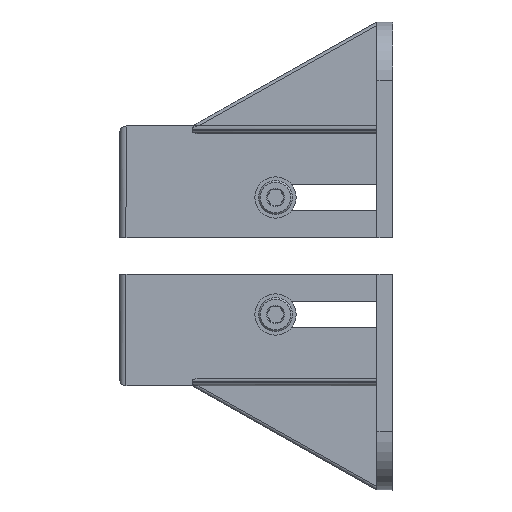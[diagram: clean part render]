
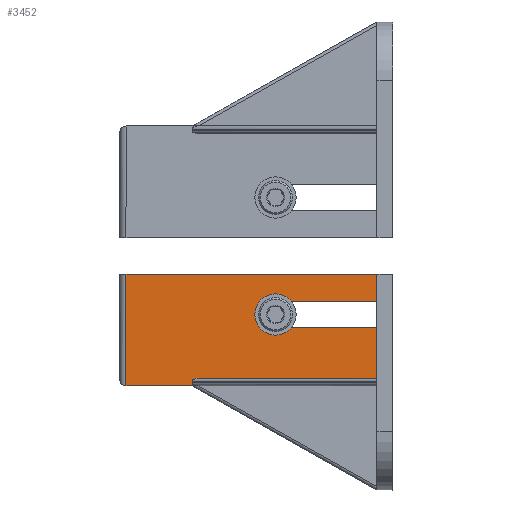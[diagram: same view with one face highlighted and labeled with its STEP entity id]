
A CAD part, left-side view. The second image highlights one B-rep face of the part: STEP entity #3452.
In plain terms, the highlighted planar face has unit normal (-1, 0, 0).
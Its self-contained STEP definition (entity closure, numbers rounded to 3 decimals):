
#61 = CARTESIAN_POINT ( 'NONE',  ( -46.655, 77.782, -18.627 ) ) ;
#69 = CARTESIAN_POINT ( 'NONE',  ( -46.655, 137.782, 13.873 ) ) ;
#197 = ORIENTED_EDGE ( 'NONE', *, *, #726, .F. ) ;
#372 = DIRECTION ( 'NONE',  ( 0., 0., 1. ) ) ;
#422 = CARTESIAN_POINT ( 'NONE',  ( -46.655, 109.782, -39.327 ) ) ;
#423 = DIRECTION ( 'NONE',  ( 0., -1., 0. ) ) ;
#427 = VERTEX_POINT ( 'NONE', #5920 ) ;
#445 = CARTESIAN_POINT ( 'NONE',  ( -46.655, 107.337, -38.127 ) ) ;
#457 = CARTESIAN_POINT ( 'NONE',  ( -46.655, 38.782, -8.627 ) ) ;
#621 = AXIS2_PLACEMENT_3D ( 'NONE', #69, #5366, #684 ) ;
#641 = VERTEX_POINT ( 'NONE', #4293 ) ;
#684 = DIRECTION ( 'NONE',  ( 0., 0., -1. ) ) ;
#710 = EDGE_LOOP ( 'NONE', ( #3482, #7186, #3055, #799, #6546, #4566, #6837, #1363, #7539, #6378, #2159, #4494, #197, #6999 ) ) ;
#726 = EDGE_CURVE ( 'NONE', #641, #1272, #913, .T. ) ;
#745 = DIRECTION ( 'NONE',  ( 0., 0., -1. ) ) ;
#799 = ORIENTED_EDGE ( 'NONE', *, *, #1562, .F. ) ;
#866 = VECTOR ( 'NONE', #7229, 1000. ) ;
#913 = LINE ( 'NONE', #3257, #4684 ) ;
#931 = DIRECTION ( 'NONE',  ( 0., 0., -1. ) ) ;
#1104 = VECTOR ( 'NONE', #3460, 1000. ) ;
#1140 = DIRECTION ( 'NONE',  ( 0., -1., 0. ) ) ;
#1211 = CARTESIAN_POINT ( 'NONE',  ( -46.655, 109.782, -39.327 ) ) ;
#1272 = VERTEX_POINT ( 'NONE', #6686 ) ;
#1363 = ORIENTED_EDGE ( 'NONE', *, *, #7182, .F. ) ;
#1371 = CARTESIAN_POINT ( 'NONE',  ( -46.655, 109.782, -39.927 ) ) ;
#1387 =( BOUNDED_CURVE ( )  B_SPLINE_CURVE ( 3, ( #2956, #5302, #6471, #1211 ),
 .UNSPECIFIED., .F., .T. ) 
 B_SPLINE_CURVE_WITH_KNOTS ( ( 4, 4 ),
 ( 1.571, 3.142 ),
 .UNSPECIFIED. ) 
 CURVE ( )  GEOMETRIC_REPRESENTATION_ITEM ( )  RATIONAL_B_SPLINE_CURVE ( ( 1., 0.805, 0.805, 1. ) ) 
 REPRESENTATION_ITEM ( '' )  );
#1562 = EDGE_CURVE ( 'NONE', #2282, #2595, #5795, .T. ) ;
#1640 = CARTESIAN_POINT ( 'NONE',  ( -46.655, 135.282, -41.127 ) ) ;
#1886 = LINE ( 'NONE', #4234, #2441 ) ;
#1927 = LINE ( 'NONE', #5468, #866 ) ;
#2062 = VECTOR ( 'NONE', #372, 1000. ) ;
#2075 = CIRCLE ( 'NONE', #3183, 5. ) ;
#2159 = ORIENTED_EDGE ( 'NONE', *, *, #7323, .F. ) ;
#2237 = CARTESIAN_POINT ( 'NONE',  ( -46.655, 77.782, -8.627 ) ) ;
#2249 = LINE ( 'NONE', #5176, #2062 ) ;
#2282 = VERTEX_POINT ( 'NONE', #7223 ) ;
#2295 = FACE_OUTER_BOUND ( 'NONE', #710, .T. ) ;
#2441 = VECTOR ( 'NONE', #745, 1000. ) ;
#2445 = PLANE ( 'NONE',  #621 ) ;
#2594 = CARTESIAN_POINT ( 'NONE',  ( -46.655, 38.782, -21.127 ) ) ;
#2595 = VERTEX_POINT ( 'NONE', #3537 ) ;
#2737 = VERTEX_POINT ( 'NONE', #4992 ) ;
#2874 = DIRECTION ( 'NONE',  ( 0., 0., -1. ) ) ;
#2943 = LINE ( 'NONE', #61, #3569 ) ;
#2956 = CARTESIAN_POINT ( 'NONE',  ( -46.655, 107.337, -38.127 ) ) ;
#3055 = ORIENTED_EDGE ( 'NONE', *, *, #4996, .F. ) ;
#3183 = AXIS2_PLACEMENT_3D ( 'NONE', #3856, #6188, #931 ) ;
#3257 = CARTESIAN_POINT ( 'NONE',  ( -46.655, 38.782, 1.873 ) ) ;
#3280 = CARTESIAN_POINT ( 'NONE',  ( -46.655, 38.782, -18.627 ) ) ;
#3344 = CARTESIAN_POINT ( 'NONE',  ( -46.655, 135.282, 1.873 ) ) ;
#3356 = LINE ( 'NONE', #5695, #6119 ) ;
#3381 = LINE ( 'NONE', #3344, #5761 ) ;
#3452 = ADVANCED_FACE ( 'NONE', ( #2295 ), #2445, .T. ) ;
#3460 = DIRECTION ( 'NONE',  ( 0., -1., 0. ) ) ;
#3482 = ORIENTED_EDGE ( 'NONE', *, *, #5367, .F. ) ;
#3537 = CARTESIAN_POINT ( 'NONE',  ( -46.655, 109.782, -39.927 ) ) ;
#3544 = EDGE_CURVE ( 'NONE', #3756, #2282, #1387, .T. ) ;
#3569 = VECTOR ( 'NONE', #4714, 1000. ) ;
#3724 = CARTESIAN_POINT ( 'NONE',  ( -46.655, 109.782, -40.63 ) ) ;
#3737 = EDGE_CURVE ( 'NONE', #4711, #1272, #2249, .T. ) ;
#3756 = VERTEX_POINT ( 'NONE', #445 ) ;
#3856 = CARTESIAN_POINT ( 'NONE',  ( -46.655, 77.782, -13.627 ) ) ;
#3937 = VECTOR ( 'NONE', #2874, 1000. ) ;
#4050 = DIRECTION ( 'NONE',  ( 0., 0., -1. ) ) ;
#4234 = CARTESIAN_POINT ( 'NONE',  ( -46.655, 38.782, -18.627 ) ) ;
#4293 = CARTESIAN_POINT ( 'NONE',  ( -46.655, 38.782, 1.873 ) ) ;
#4494 = ORIENTED_EDGE ( 'NONE', *, *, #3737, .T. ) ;
#4566 = ORIENTED_EDGE ( 'NONE', *, *, #6402, .T. ) ;
#4604 = CARTESIAN_POINT ( 'NONE',  ( -46.655, 107.337, -38.127 ) ) ;
#4684 = VECTOR ( 'NONE', #4050, 1000. ) ;
#4711 = VERTEX_POINT ( 'NONE', #457 ) ;
#4714 = DIRECTION ( 'NONE',  ( 0., -1., 0. ) ) ;
#4913 = CARTESIAN_POINT ( 'NONE',  ( -46.655, 108.769, -41.127 ) ) ;
#4992 = CARTESIAN_POINT ( 'NONE',  ( -46.655, 135.282, 1.873 ) ) ;
#4996 = EDGE_CURVE ( 'NONE', #2595, #427, #6641, .T. ) ;
#5104 = CARTESIAN_POINT ( 'NONE',  ( -46.655, 135.282, -41.127 ) ) ;
#5176 = CARTESIAN_POINT ( 'NONE',  ( -46.655, 38.782, -8.627 ) ) ;
#5189 = EDGE_CURVE ( 'NONE', #6737, #5492, #2943, .T. ) ;
#5302 = CARTESIAN_POINT ( 'NONE',  ( -46.655, 108.769, -38.127 ) ) ;
#5366 = DIRECTION ( 'NONE',  ( -1., 0., 0. ) ) ;
#5367 = EDGE_CURVE ( 'NONE', #6338, #2737, #1927, .T. ) ;
#5387 = VECTOR ( 'NONE', #7187, 1000. ) ;
#5468 = CARTESIAN_POINT ( 'NONE',  ( -46.655, 135.282, -41.127 ) ) ;
#5479 = VERTEX_POINT ( 'NONE', #5667 ) ;
#5492 = VERTEX_POINT ( 'NONE', #3280 ) ;
#5540 = VERTEX_POINT ( 'NONE', #6301 ) ;
#5581 = LINE ( 'NONE', #2594, #5387 ) ;
#5615 = DIRECTION ( 'NONE',  ( 0., 1., 0. ) ) ;
#5664 = VECTOR ( 'NONE', #1140, 1000. ) ;
#5667 = CARTESIAN_POINT ( 'NONE',  ( -46.655, 38.782, -38.127 ) ) ;
#5679 = LINE ( 'NONE', #4604, #5664 ) ;
#5695 = CARTESIAN_POINT ( 'NONE',  ( -46.655, 38.782, -8.627 ) ) ;
#5761 = VECTOR ( 'NONE', #423, 1000. ) ;
#5795 = LINE ( 'NONE', #422, #3937 ) ;
#5920 = CARTESIAN_POINT ( 'NONE',  ( -46.655, 107.337, -41.127 ) ) ;
#5944 = VERTEX_POINT ( 'NONE', #2237 ) ;
#6119 = VECTOR ( 'NONE', #5615, 1000. ) ;
#6188 = DIRECTION ( 'NONE',  ( -1., 0., 0. ) ) ;
#6301 = CARTESIAN_POINT ( 'NONE',  ( -46.655, 38.782, -21.127 ) ) ;
#6338 = VERTEX_POINT ( 'NONE', #1640 ) ;
#6378 = ORIENTED_EDGE ( 'NONE', *, *, #7375, .F. ) ;
#6402 = EDGE_CURVE ( 'NONE', #3756, #5479, #5679, .T. ) ;
#6471 = CARTESIAN_POINT ( 'NONE',  ( -46.655, 109.782, -38.624 ) ) ;
#6546 = ORIENTED_EDGE ( 'NONE', *, *, #3544, .F. ) ;
#6641 =( BOUNDED_CURVE ( )  B_SPLINE_CURVE ( 3, ( #1371, #3724, #4913, #7242 ),
 .UNSPECIFIED., .F., .T. ) 
 B_SPLINE_CURVE_WITH_KNOTS ( ( 4, 4 ),
 ( 3.142, 4.712 ),
 .UNSPECIFIED. ) 
 CURVE ( )  GEOMETRIC_REPRESENTATION_ITEM ( )  RATIONAL_B_SPLINE_CURVE ( ( 1., 0.805, 0.805, 1. ) ) 
 REPRESENTATION_ITEM ( '' )  );
#6686 = CARTESIAN_POINT ( 'NONE',  ( -46.655, 38.782, -6.127 ) ) ;
#6713 = EDGE_CURVE ( 'NONE', #5540, #5479, #5581, .T. ) ;
#6737 = VERTEX_POINT ( 'NONE', #7412 ) ;
#6837 = ORIENTED_EDGE ( 'NONE', *, *, #6713, .F. ) ;
#6936 = LINE ( 'NONE', #5104, #1104 ) ;
#6999 = ORIENTED_EDGE ( 'NONE', *, *, #7546, .F. ) ;
#7182 = EDGE_CURVE ( 'NONE', #5492, #5540, #1886, .T. ) ;
#7186 = ORIENTED_EDGE ( 'NONE', *, *, #7568, .T. ) ;
#7187 = DIRECTION ( 'NONE',  ( 0., 0., -1. ) ) ;
#7223 = CARTESIAN_POINT ( 'NONE',  ( -46.655, 109.782, -39.327 ) ) ;
#7229 = DIRECTION ( 'NONE',  ( 0., 0., 1. ) ) ;
#7242 = CARTESIAN_POINT ( 'NONE',  ( -46.655, 107.337, -41.127 ) ) ;
#7323 = EDGE_CURVE ( 'NONE', #4711, #5944, #3356, .T. ) ;
#7375 = EDGE_CURVE ( 'NONE', #5944, #6737, #2075, .T. ) ;
#7412 = CARTESIAN_POINT ( 'NONE',  ( -46.655, 77.782, -18.627 ) ) ;
#7539 = ORIENTED_EDGE ( 'NONE', *, *, #5189, .F. ) ;
#7546 = EDGE_CURVE ( 'NONE', #2737, #641, #3381, .T. ) ;
#7568 = EDGE_CURVE ( 'NONE', #6338, #427, #6936, .T. ) ;
